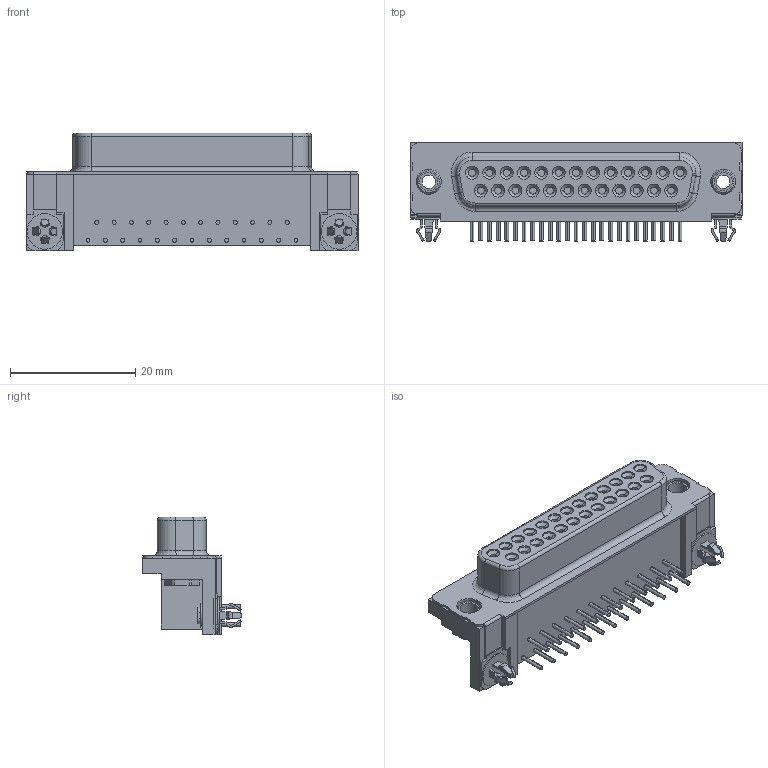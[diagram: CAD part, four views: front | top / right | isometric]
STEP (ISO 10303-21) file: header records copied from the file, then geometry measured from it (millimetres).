
FILE_DESCRIPTION (( 'STEP AP214' ), '1' );
FILE_NAME ('5747846-4.STEP', '2019-05-19T06:53:03', ( '' ), ( '' ), 'SwSTEP 2.0', 'SolidWorks 2017', '' );
FILE_SCHEMA (( 'AUTOMOTIVE_DESIGN' ));
Length unit declared in the file: inch
Products named in the file (1): 5747846-4
Bounding box: 53.04 x 15.81 x 18.8 mm (x, y, z)
Volume: 6879.2 mm3; surface area: 6217 mm2
Topology: 35 solids, 35 shells, 715 faces, 1674 edges, 1069 vertices
Faces by surface type: plane 338, cylinder 310, cone 58, torus 5, bspline 4
Entity records: 23120 total; most frequent: CARTESIAN_POINT 3864, DIRECTION 3525, ORIENTED_EDGE 3348, EDGE_CURVE 1674, AXIS2_PLACEMENT_3D 1244, VERTEX_POINT 1069, VECTOR 1037, LINE 1037
